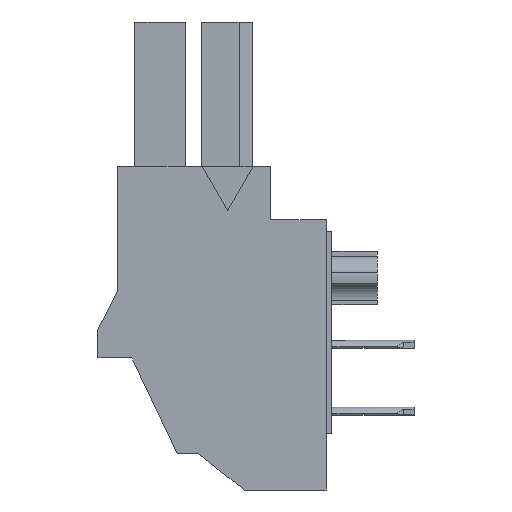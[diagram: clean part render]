
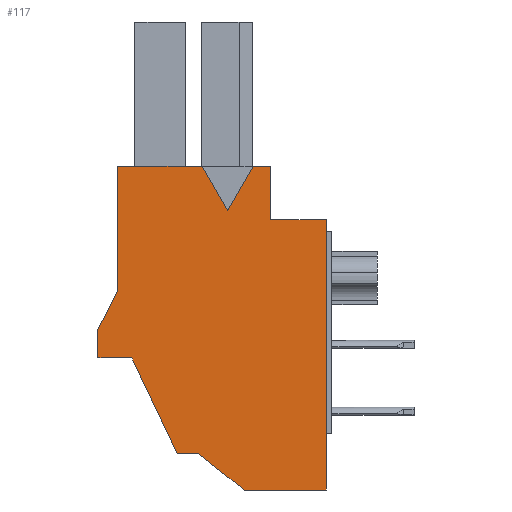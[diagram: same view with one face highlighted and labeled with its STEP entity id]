
A CAD part, left-side view. The second image highlights one B-rep face of the part: STEP entity #117.
In plain terms, the highlighted planar face has unit normal (-1, 0, 0).
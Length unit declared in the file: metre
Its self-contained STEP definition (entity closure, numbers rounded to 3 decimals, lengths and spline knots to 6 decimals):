
#117 = ADVANCED_FACE( '', ( #422 ), #423, .F. );
#422 = FACE_OUTER_BOUND( '', #873, .T. );
#423 = PLANE( '', #874 );
#873 = EDGE_LOOP( '', ( #1921, #1922, #1923, #1924, #1925, #1926, #1927, #1928, #1929, #1930, #1931, #1932, #1933, #1934, #1935 ) );
#874 = AXIS2_PLACEMENT_3D( '', #1936, #1937, #1938 );
#1921 = ORIENTED_EDGE( '', *, *, #3448, .F. );
#1922 = ORIENTED_EDGE( '', *, *, #3439, .F. );
#1923 = ORIENTED_EDGE( '', *, *, #3434, .F. );
#1924 = ORIENTED_EDGE( '', *, *, #3471, .F. );
#1925 = ORIENTED_EDGE( '', *, *, #3472, .F. );
#1926 = ORIENTED_EDGE( '', *, *, #3473, .F. );
#1927 = ORIENTED_EDGE( '', *, *, #3474, .F. );
#1928 = ORIENTED_EDGE( '', *, *, #3475, .F. );
#1929 = ORIENTED_EDGE( '', *, *, #3476, .F. );
#1930 = ORIENTED_EDGE( '', *, *, #3261, .F. );
#1931 = ORIENTED_EDGE( '', *, *, #3477, .F. );
#1932 = ORIENTED_EDGE( '', *, *, #3478, .F. );
#1933 = ORIENTED_EDGE( '', *, *, #3446, .F. );
#1934 = ORIENTED_EDGE( '', *, *, #3443, .F. );
#1935 = ORIENTED_EDGE( '', *, *, #3470, .F. );
#1936 = CARTESIAN_POINT( '', ( -0.003353, 0., 0. ) );
#1937 = DIRECTION( '', ( 1., 0., 0. ) );
#1938 = DIRECTION( '', ( 0., 1., 0. ) );
#3261 = EDGE_CURVE( '', #4038, #4040, #4041, .T. );
#3434 = EDGE_CURVE( '', #4340, #4342, #4343, .T. );
#3439 = EDGE_CURVE( '', #4342, #4348, #4350, .T. );
#3443 = EDGE_CURVE( '', #4356, #4351, #4358, .T. );
#3446 = EDGE_CURVE( '', #4351, #4362, #4363, .T. );
#3448 = EDGE_CURVE( '', #4348, #4365, #4366, .T. );
#3470 = EDGE_CURVE( '', #4365, #4356, #4408, .T. );
#3471 = EDGE_CURVE( '', #4409, #4340, #4410, .T. );
#3472 = EDGE_CURVE( '', #4411, #4409, #4412, .T. );
#3473 = EDGE_CURVE( '', #4413, #4411, #4414, .T. );
#3474 = EDGE_CURVE( '', #4415, #4413, #4416, .T. );
#3475 = EDGE_CURVE( '', #4417, #4415, #4418, .T. );
#3476 = EDGE_CURVE( '', #4040, #4417, #4419, .T. );
#3477 = EDGE_CURVE( '', #4420, #4038, #4421, .T. );
#3478 = EDGE_CURVE( '', #4362, #4420, #4422, .T. );
#4038 = VERTEX_POINT( '', #5227 );
#4040 = VERTEX_POINT( '', #5230 );
#4041 = LINE( '', #5231, #5232 );
#4340 = VERTEX_POINT( '', #5683 );
#4342 = VERTEX_POINT( '', #5686 );
#4343 = LINE( '', #5687, #5688 );
#4348 = VERTEX_POINT( '', #5696 );
#4350 = LINE( '', #5699, #5700 );
#4351 = VERTEX_POINT( '', #5701 );
#4356 = VERTEX_POINT( '', #5708 );
#4358 = LINE( '', #5711, #5712 );
#4362 = VERTEX_POINT( '', #5718 );
#4363 = LINE( '', #5719, #5720 );
#4365 = VERTEX_POINT( '', #5723 );
#4366 = LINE( '', #5724, #5725 );
#4408 = LINE( '', #5788, #5789 );
#4409 = VERTEX_POINT( '', #5790 );
#4410 = LINE( '', #5791, #5792 );
#4411 = VERTEX_POINT( '', #5793 );
#4412 = LINE( '', #5794, #5795 );
#4413 = VERTEX_POINT( '', #5796 );
#4414 = LINE( '', #5797, #5798 );
#4415 = VERTEX_POINT( '', #5799 );
#4416 = LINE( '', #5800, #5801 );
#4417 = VERTEX_POINT( '', #5802 );
#4418 = LINE( '', #5803, #5804 );
#4419 = LINE( '', #5805, #5806 );
#4420 = VERTEX_POINT( '', #5807 );
#4421 = LINE( '', #5808, #5809 );
#4422 = LINE( '', #5810, #5811 );
#5227 = CARTESIAN_POINT( '', ( -0.003353, -0.005105, -0.002388 ) );
#5230 = CARTESIAN_POINT( '', ( -0.003353, -0.005105, -0.014503 ) );
#5231 = CARTESIAN_POINT( '', ( -0.003353, -0.005105, -0.002388 ) );
#5232 = VECTOR( '', #6679, 1. );
#5683 = CARTESIAN_POINT( '', ( -0.003353, 0.005131, -0.007315 ) );
#5686 = CARTESIAN_POINT( '', ( -0.003353, 0.004242, -0.005563 ) );
#5687 = CARTESIAN_POINT( '', ( -0.003353, 0.005131, -0.007315 ) );
#5688 = VECTOR( '', #6890, 1. );
#5696 = CARTESIAN_POINT( '', ( -0.003353, 0.004242, 0. ) );
#5699 = CARTESIAN_POINT( '', ( -0.003353, 0.004242, -0.005563 ) );
#5700 = VECTOR( '', #6895, 1. );
#5701 = CARTESIAN_POINT( '', ( -0.003353, -0.001829, 0. ) );
#5708 = CARTESIAN_POINT( '', ( -0.003353, -0.000686, -0.00198 ) );
#5711 = CARTESIAN_POINT( '', ( -0.003353, -0.000686, -0.00198 ) );
#5712 = VECTOR( '', #6899, 1. );
#5718 = CARTESIAN_POINT( '', ( -0.003353, -0.002616, 0. ) );
#5719 = CARTESIAN_POINT( '', ( -0.003353, -0.001829, 0. ) );
#5720 = VECTOR( '', #6902, 1. );
#5723 = CARTESIAN_POINT( '', ( -0.003353, 0.000457, 0. ) );
#5724 = CARTESIAN_POINT( '', ( -0.003353, 0.004242, 0. ) );
#5725 = VECTOR( '', #6904, 1. );
#5788 = CARTESIAN_POINT( '', ( -0.003353, 0.000457, 0. ) );
#5789 = VECTOR( '', #6926, 1. );
#5790 = CARTESIAN_POINT( '', ( -0.003353, 0.005131, -0.008585 ) );
#5791 = CARTESIAN_POINT( '', ( -0.003353, 0.005131, -0.008585 ) );
#5792 = VECTOR( '', #6927, 1. );
#5793 = CARTESIAN_POINT( '', ( -0.003353, 0.003607, -0.008585 ) );
#5794 = CARTESIAN_POINT( '', ( -0.003353, 0.003607, -0.008585 ) );
#5795 = VECTOR( '', #6928, 1. );
#5796 = CARTESIAN_POINT( '', ( -0.003353, 0.001575, -0.012878 ) );
#5797 = CARTESIAN_POINT( '', ( -0.003353, 0.001575, -0.012878 ) );
#5798 = VECTOR( '', #6929, 1. );
#5799 = CARTESIAN_POINT( '', ( -0.003353, 0.00061, -0.012878 ) );
#5800 = CARTESIAN_POINT( '', ( -0.003353, 0.00061, -0.012878 ) );
#5801 = VECTOR( '', #6930, 1. );
#5802 = CARTESIAN_POINT( '', ( -0.003353, -0.001422, -0.014503 ) );
#5803 = CARTESIAN_POINT( '', ( -0.003353, -0.001422, -0.014503 ) );
#5804 = VECTOR( '', #6931, 1. );
#5805 = CARTESIAN_POINT( '', ( -0.003353, -0.005105, -0.014503 ) );
#5806 = VECTOR( '', #6932, 1. );
#5807 = CARTESIAN_POINT( '', ( -0.003353, -0.002616, -0.002388 ) );
#5808 = CARTESIAN_POINT( '', ( -0.003353, -0.002616, -0.002388 ) );
#5809 = VECTOR( '', #6933, 1. );
#5810 = CARTESIAN_POINT( '', ( -0.003353, -0.002616, 0. ) );
#5811 = VECTOR( '', #6934, 1. );
#6679 = DIRECTION( '', ( 0., 0., -1. ) );
#6890 = DIRECTION( '', ( 0., -0.452, 0.892 ) );
#6895 = DIRECTION( '', ( 0., 0., 1. ) );
#6899 = DIRECTION( '', ( 0., -0.5, 0.866 ) );
#6902 = DIRECTION( '', ( 0., -1., 0. ) );
#6904 = DIRECTION( '', ( 0., -1., 0. ) );
#6926 = DIRECTION( '', ( 0., -0.5, -0.866 ) );
#6927 = DIRECTION( '', ( 0., 0., 1. ) );
#6928 = DIRECTION( '', ( 0., 1., 0. ) );
#6929 = DIRECTION( '', ( 0., 0.428, 0.904 ) );
#6930 = DIRECTION( '', ( 0., 1., 0. ) );
#6931 = DIRECTION( '', ( 0., 0.781, 0.625 ) );
#6932 = DIRECTION( '', ( 0., 1., 0. ) );
#6933 = DIRECTION( '', ( 0., -1., 0. ) );
#6934 = DIRECTION( '', ( 0., 0., -1. ) );
